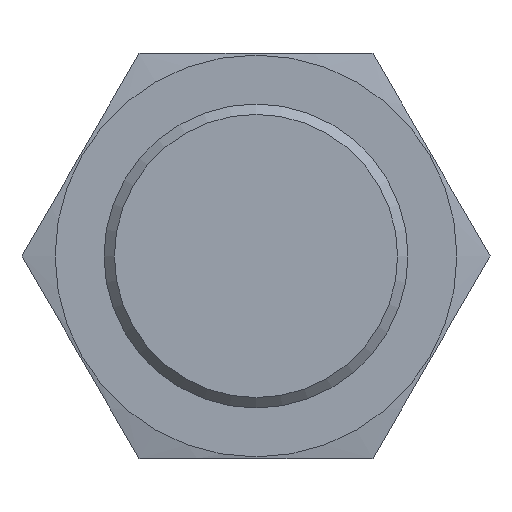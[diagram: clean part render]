
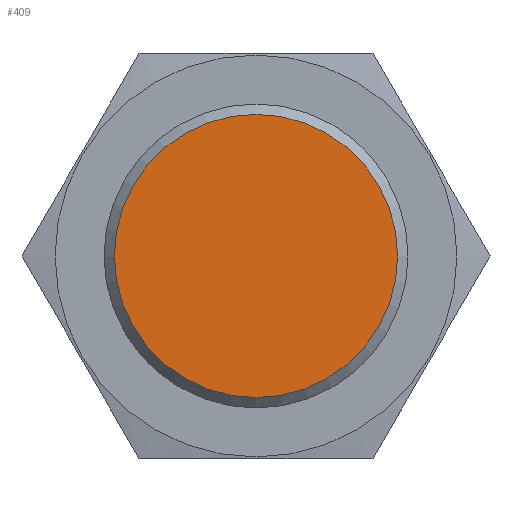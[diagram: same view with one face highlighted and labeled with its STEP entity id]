
A CAD part, left-side view. The second image highlights one B-rep face of the part: STEP entity #409.
In plain terms, the highlighted planar face has unit normal (-1, 0, 0).
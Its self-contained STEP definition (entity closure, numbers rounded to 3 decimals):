
#56=PLANE('',#472);
#93=ORIENTED_EDGE('',*,*,#181,.F.);
#181=EDGE_CURVE('',#225,#225,#259,.T.);
#225=VERTEX_POINT('',#710);
#259=CIRCLE('',#473,8.387);
#285=EDGE_LOOP('',(#93));
#345=FACE_BOUND('',#285,.T.);
#409=ADVANCED_FACE('',(#345),#56,.F.);
#472=AXIS2_PLACEMENT_3D('',#708,#536,#537);
#473=AXIS2_PLACEMENT_3D('',#709,#538,#539);
#536=DIRECTION('',(1.,0.,0.));
#537=DIRECTION('',(0.,0.,-1.));
#538=DIRECTION('',(1.,0.,0.));
#539=DIRECTION('',(0.,0.,-1.));
#708=CARTESIAN_POINT('',(0.,0.,0.));
#709=CARTESIAN_POINT('',(0.,0.,0.));
#710=CARTESIAN_POINT('',(0.,0.,-8.387));
